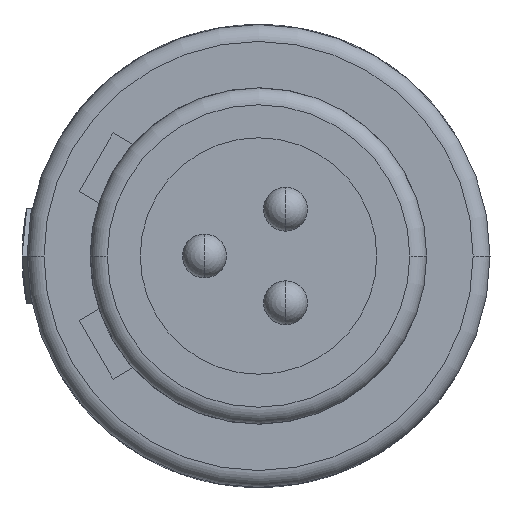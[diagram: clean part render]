
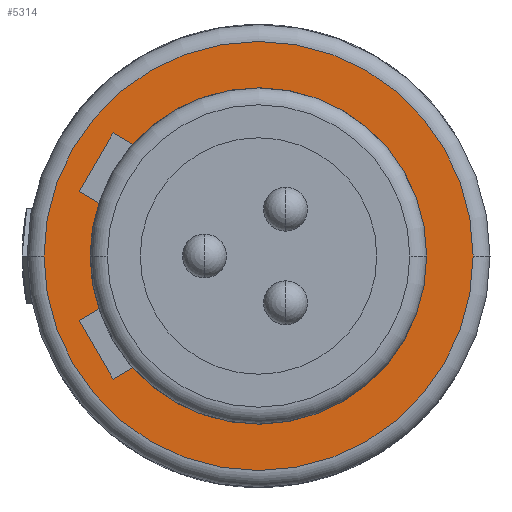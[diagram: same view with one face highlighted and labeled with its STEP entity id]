
A CAD part, left-side view. The second image highlights one B-rep face of the part: STEP entity #5314.
In plain terms, the highlighted planar face has unit normal (-1, 0, 0).
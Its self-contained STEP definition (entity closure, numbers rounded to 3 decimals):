
#1793=CARTESIAN_POINT('',(-6.7,0.,0.));
#1794=DIRECTION('',(-1.,0.,0.));
#1795=DIRECTION('',(0.,-1.,0.));
#1796=AXIS2_PLACEMENT_3D('',#1793,#1794,#1795);
#1798=CARTESIAN_POINT('',(-6.7,0.,0.));
#1799=DIRECTION('',(-1.,0.,0.));
#1800=DIRECTION('',(0.,1.,0.));
#1801=AXIS2_PLACEMENT_3D('',#1798,#1799,#1800);
#1803=DIRECTION('',(0.,0.866,-0.5));
#1804=VECTOR('',#1803,0.677);
#1805=CARTESIAN_POINT('',(-6.7,3.721,-3.303));
#1806=LINE('',#1805,#1804);
#1807=DIRECTION('',(0.,0.866,0.5));
#1808=VECTOR('',#1807,0.677);
#1809=CARTESIAN_POINT('',(-6.7,3.721,3.303));
#1810=LINE('',#1809,#1808);
#1811=DIRECTION('',(0.,-0.5,0.866));
#1812=VECTOR('',#1811,2.);
#1813=CARTESIAN_POINT('',(-6.7,5.306,1.909));
#1814=LINE('',#1813,#1812);
#1815=DIRECTION('',(0.,0.866,0.5));
#1816=VECTOR('',#1815,0.677);
#1817=CARTESIAN_POINT('',(-6.7,4.721,1.571));
#1818=LINE('',#1817,#1816);
#1819=DIRECTION('',(0.,0.866,-0.5));
#1820=VECTOR('',#1819,0.677);
#1821=CARTESIAN_POINT('',(-6.7,4.721,-1.571));
#1822=LINE('',#1821,#1820);
#1823=DIRECTION('',(0.,0.5,0.866));
#1824=VECTOR('',#1823,2.);
#1825=CARTESIAN_POINT('',(-6.7,4.306,-3.641));
#1826=LINE('',#1825,#1824);
#1861=CARTESIAN_POINT('',(-6.7,0.,0.));
#1862=DIRECTION('',(-1.,0.,0.));
#1863=DIRECTION('',(0.,1.,0.));
#1864=AXIS2_PLACEMENT_3D('',#1861,#1862,#1863);
#1879=CARTESIAN_POINT('',(-6.7,0.,0.));
#1880=DIRECTION('',(-1.,0.,0.));
#1881=DIRECTION('',(0.,0.748,-0.664));
#1882=AXIS2_PLACEMENT_3D('',#1879,#1880,#1881);
#1901=CARTESIAN_POINT('',(-6.7,0.,0.));
#1902=DIRECTION('',(1.,0.,0.));
#1903=DIRECTION('',(0.,0.748,0.664));
#1904=AXIS2_PLACEMENT_3D('',#1901,#1902,#1903);
#1911=CARTESIAN_POINT('',(-6.7,0.,0.));
#1912=DIRECTION('',(1.,0.,0.));
#1913=DIRECTION('',(0.,1.,0.));
#1914=AXIS2_PLACEMENT_3D('',#1911,#1912,#1913);
#2542=CARTESIAN_POINT('',(-6.7,-6.35,0.));
#2543=CARTESIAN_POINT('',(-6.7,6.35,0.));
#2544=VERTEX_POINT('',#2542);
#2545=VERTEX_POINT('',#2543);
#2558=CARTESIAN_POINT('',(-6.7,4.975,0.));
#2559=VERTEX_POINT('',#2558);
#2560=CARTESIAN_POINT('',(-6.7,-4.975,0.));
#2561=VERTEX_POINT('',#2560);
#2896=CARTESIAN_POINT('',(-6.7,4.306,3.641));
#2897=VERTEX_POINT('',#2896);
#2900=CARTESIAN_POINT('',(-6.7,5.306,1.909));
#2901=VERTEX_POINT('',#2900);
#2908=CARTESIAN_POINT('',(-6.7,4.306,-3.641));
#2909=VERTEX_POINT('',#2908);
#2912=CARTESIAN_POINT('',(-6.7,5.306,-1.909));
#2913=VERTEX_POINT('',#2912);
#2916=CARTESIAN_POINT('',(-6.7,4.721,1.571));
#2917=VERTEX_POINT('',#2916);
#2918=CARTESIAN_POINT('',(-6.7,3.721,3.303));
#2919=VERTEX_POINT('',#2918);
#2920=CARTESIAN_POINT('',(-6.7,3.721,-3.303));
#2921=VERTEX_POINT('',#2920);
#2922=CARTESIAN_POINT('',(-6.7,4.721,-1.571));
#2923=VERTEX_POINT('',#2922);
#5282=CARTESIAN_POINT('',(-6.7,0.,0.));
#5283=DIRECTION('',(1.,0.,0.));
#5284=DIRECTION('',(0.,-1.,0.));
#5285=AXIS2_PLACEMENT_3D('',#5282,#5283,#5284);
#5286=PLANE('',#5285);
#5288=ORIENTED_EDGE('',*,*,#5287,.F.);
#5289=ORIENTED_EDGE('',*,*,#5265,.F.);
#5290=EDGE_LOOP('',(#5288,#5289));
#5291=FACE_OUTER_BOUND('',#5290,.F.);
#5293=ORIENTED_EDGE('',*,*,#5292,.F.);
#5295=ORIENTED_EDGE('',*,*,#5294,.T.);
#5297=ORIENTED_EDGE('',*,*,#5296,.F.);
#5299=ORIENTED_EDGE('',*,*,#5298,.T.);
#5301=ORIENTED_EDGE('',*,*,#5300,.F.);
#5303=ORIENTED_EDGE('',*,*,#5302,.F.);
#5305=ORIENTED_EDGE('',*,*,#5304,.F.);
#5307=ORIENTED_EDGE('',*,*,#5306,.T.);
#5309=ORIENTED_EDGE('',*,*,#5308,.T.);
#5311=ORIENTED_EDGE('',*,*,#5310,.F.);
#5312=EDGE_LOOP('',(#5293,#5295,#5297,#5299,#5301,#5303,#5305,#5307,#5309,
#5311));
#5313=FACE_BOUND('',#5312,.F.);
#1797=CIRCLE('',#1796,6.35);
#1802=CIRCLE('',#1801,6.35);
#1865=CIRCLE('',#1864,4.975);
#1883=CIRCLE('',#1882,4.975);
#1905=CIRCLE('',#1904,4.975);
#1915=CIRCLE('',#1914,4.975);
#5265=EDGE_CURVE('',#2545,#2544,#1802,.T.);
#5287=EDGE_CURVE('',#2544,#2545,#1797,.T.);
#5292=EDGE_CURVE('',#2921,#2909,#1806,.T.);
#5294=EDGE_CURVE('',#2921,#2561,#1883,.T.);
#5296=EDGE_CURVE('',#2919,#2561,#1905,.T.);
#5298=EDGE_CURVE('',#2919,#2897,#1810,.T.);
#5300=EDGE_CURVE('',#2901,#2897,#1814,.T.);
#5302=EDGE_CURVE('',#2917,#2901,#1818,.T.);
#5304=EDGE_CURVE('',#2559,#2917,#1915,.T.);
#5306=EDGE_CURVE('',#2559,#2923,#1865,.T.);
#5308=EDGE_CURVE('',#2923,#2913,#1822,.T.);
#5310=EDGE_CURVE('',#2909,#2913,#1826,.T.);
#5314=ADVANCED_FACE('',(#5291,#5313),#5286,.F.);
